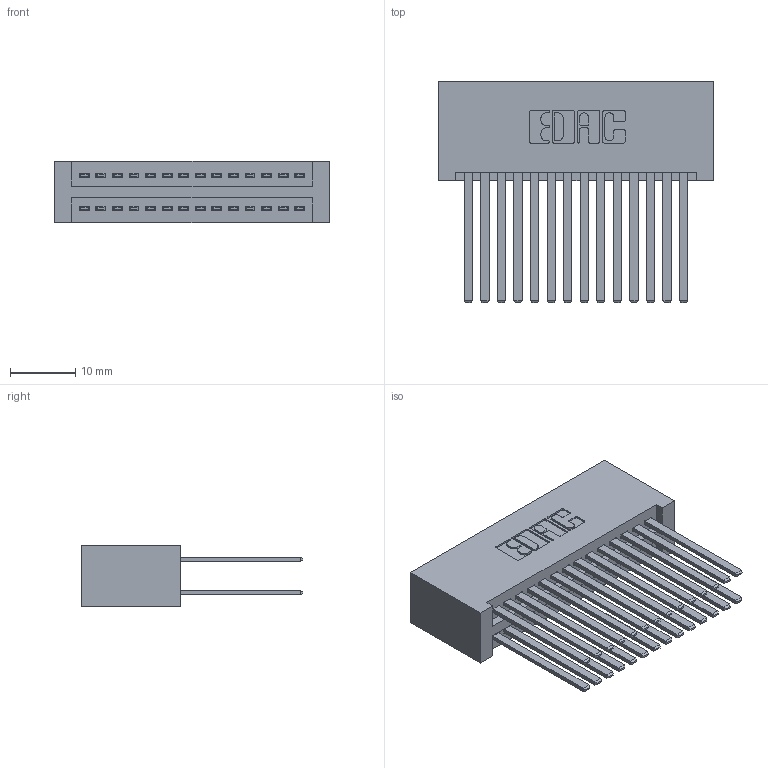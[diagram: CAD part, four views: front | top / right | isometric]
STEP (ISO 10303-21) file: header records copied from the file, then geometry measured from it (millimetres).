
FILE_DESCRIPTION (( 'STEP AP203' ), '1' );
FILE_NAME ('345-028-544-201.STEP', '2019-10-28T00:09:50', ( '' ), ( '' ), 'SwSTEP 2.0', 'SolidWorks 2016', '' );
FILE_SCHEMA (( 'CONFIG_CONTROL_DESIGN' ));
Length unit declared in the file: inch
Products named in the file (3): 345-028-544-201; 345-292-001_345-293-144; 345 Part_No Mounting Lugs
Assembly tree (29 placements, depth 2):
  345-028-544-201
    345 Part_No Mounting Lugs
    345-292-001_345-293-144  x28
Bounding box: 42.16 x 33.96 x 9.4 mm (x, y, z)
Volume: 4844.4 mm3; surface area: 8072.2 mm2
Topology: 29 solids, 29 shells, 1350 faces, 3985 edges, 2618 vertices
Faces by surface type: plane 888, cylinder 462
Entity records: 14293 total; most frequent: CARTESIAN_POINT 2420, ORIENTED_EDGE 2354, DIRECTION 2161, EDGE_CURVE 1177, VECTOR 1001, LINE 1001, VERTEX_POINT 782, AXIS2_PLACEMENT_3D 580
